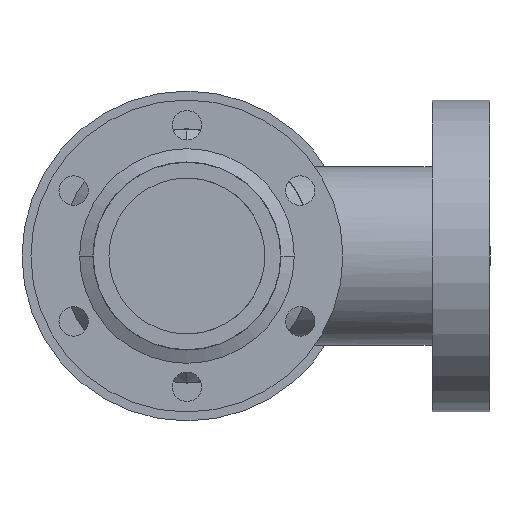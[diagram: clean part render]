
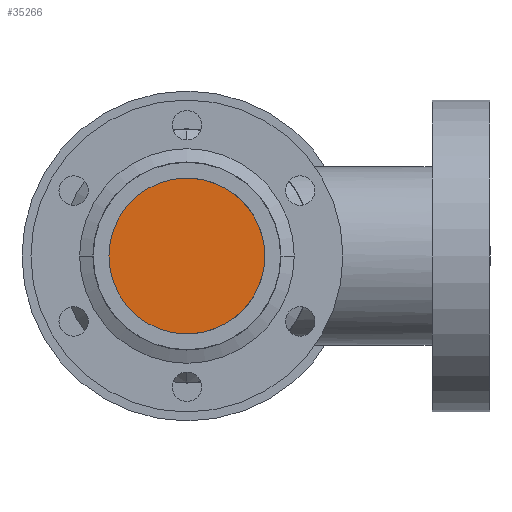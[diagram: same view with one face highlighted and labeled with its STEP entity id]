
A CAD part, front view. The second image highlights one B-rep face of the part: STEP entity #35266.
In plain terms, the highlighted planar face has unit normal (0, -1, 0).
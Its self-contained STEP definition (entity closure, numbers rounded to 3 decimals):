
#375 = CIRCLE ( 'NONE', #45321, 17.5 ) ;
#2512 = FACE_OUTER_BOUND ( 'NONE', #53455, .T. ) ;
#2688 = CIRCLE ( 'NONE', #30045, 17.5 ) ;
#3554 = DIRECTION ( 'NONE',  ( 0., -1., 0. ) ) ;
#4917 = VERTEX_POINT ( 'NONE', #22598 ) ;
#7620 = ORIENTED_EDGE ( 'NONE', *, *, #37019, .T. ) ;
#13008 = AXIS2_PLACEMENT_3D ( 'NONE', #44367, #28580, #49161 ) ;
#13029 = CARTESIAN_POINT ( 'NONE',  ( 17., 17., -4.153 ) ) ;
#14242 = DIRECTION ( 'NONE',  ( 0., 0., -1. ) ) ;
#15701 = AXIS2_PLACEMENT_3D ( 'NONE', #28264, #59137, #64636 ) ;
#17940 = PLANE ( 'NONE',  #13008 ) ;
#19402 = DIRECTION ( 'NONE',  ( 0., -1., 0. ) ) ;
#19719 = CARTESIAN_POINT ( 'NONE',  ( 0., 17., 0. ) ) ;
#20001 = EDGE_CURVE ( 'NONE', #55574, #51322, #2688, .T. ) ;
#22598 = CARTESIAN_POINT ( 'NONE',  ( 0., 17., 17.5 ) ) ;
#28264 = CARTESIAN_POINT ( 'NONE',  ( 0., 17., 0. ) ) ;
#28580 = DIRECTION ( 'NONE',  ( 0., -1., 0. ) ) ;
#30045 = AXIS2_PLACEMENT_3D ( 'NONE', #19719, #19402, #14242 ) ;
#31268 = DIRECTION ( 'NONE',  ( 0., 0., -1. ) ) ;
#33540 = VERTEX_POINT ( 'NONE', #43133 ) ;
#34439 = ORIENTED_EDGE ( 'NONE', *, *, #36427, .T. ) ;
#35266 = ADVANCED_FACE ( 'NONE', ( #2512 ), #17940, .T. ) ;
#36427 = EDGE_CURVE ( 'NONE', #4917, #55574, #66904, .T. ) ;
#37019 = EDGE_CURVE ( 'NONE', #51322, #33540, #47160, .T. ) ;
#37286 = EDGE_CURVE ( 'NONE', #33540, #4917, #375, .T. ) ;
#43133 = CARTESIAN_POINT ( 'NONE',  ( 17., 17., 4.153 ) ) ;
#44367 = CARTESIAN_POINT ( 'NONE',  ( 0., 17., 0. ) ) ;
#45321 = AXIS2_PLACEMENT_3D ( 'NONE', #55364, #3554, #64974 ) ;
#46084 = AXIS2_PLACEMENT_3D ( 'NONE', #62486, #66974, #31268 ) ;
#47160 = CIRCLE ( 'NONE', #15701, 17.5 ) ;
#49161 = DIRECTION ( 'NONE',  ( 0., 0., -1. ) ) ;
#51322 = VERTEX_POINT ( 'NONE', #13029 ) ;
#53455 = EDGE_LOOP ( 'NONE', ( #7620, #63563, #34439, #65111 ) ) ;
#55364 = CARTESIAN_POINT ( 'NONE',  ( 0., 17., 0. ) ) ;
#55574 = VERTEX_POINT ( 'NONE', #65964 ) ;
#59137 = DIRECTION ( 'NONE',  ( 0., -1., 0. ) ) ;
#62486 = CARTESIAN_POINT ( 'NONE',  ( 0., 17., 0. ) ) ;
#63563 = ORIENTED_EDGE ( 'NONE', *, *, #37286, .T. ) ;
#64636 = DIRECTION ( 'NONE',  ( 0., 0., -1. ) ) ;
#64974 = DIRECTION ( 'NONE',  ( 0., 0., -1. ) ) ;
#65111 = ORIENTED_EDGE ( 'NONE', *, *, #20001, .T. ) ;
#65964 = CARTESIAN_POINT ( 'NONE',  ( 0., 17., -17.5 ) ) ;
#66904 = CIRCLE ( 'NONE', #46084, 17.5 ) ;
#66974 = DIRECTION ( 'NONE',  ( 0., -1., 0. ) ) ;
